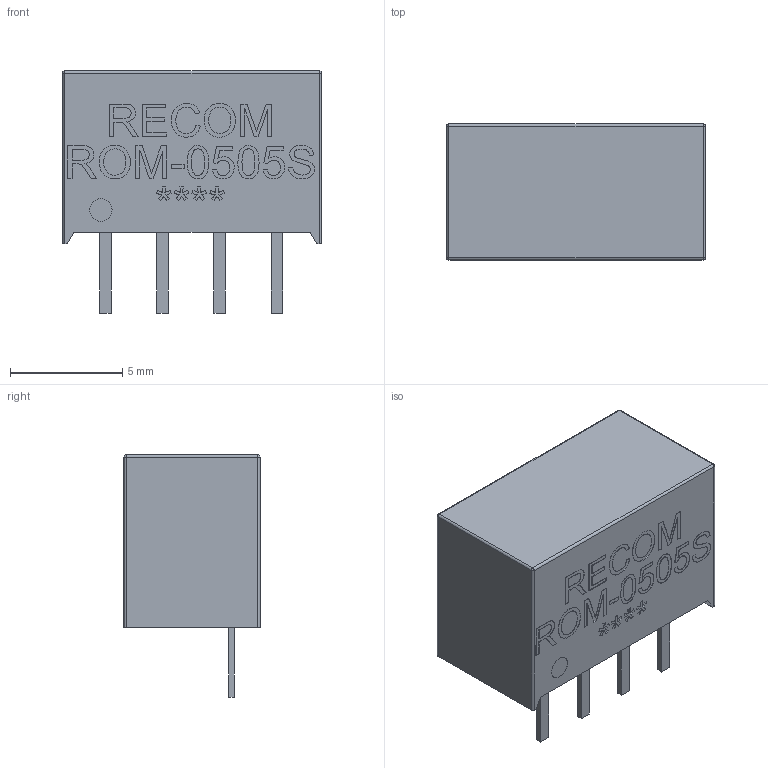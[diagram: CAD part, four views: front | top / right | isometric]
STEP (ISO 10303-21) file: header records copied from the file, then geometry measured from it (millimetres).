
FILE_DESCRIPTION( ( 'Unknown' ), '1' );
FILE_NAME( 'SIP4-Micro_ROM.stp', 'Unknown', ( 'Unknown' ), ( 'Unknown' ), 'XStep 1.0', 'Unknown', ' ' );
FILE_SCHEMA( ( 'automotive_design' ) );
Length unit declared in the file: millimetre
Products named in the file (1): 1
Bounding box: 11.5 x 6.05 x 10.78 mm (x, y, z)
Volume: 503.8 mm3; surface area: 423.4 mm2
Topology: 1 solids, 1 shells, 222 faces, 565 edges, 370 vertices
Faces by surface type: plane 141, extrusion 68, cylinder 9, sphere 4
Full cylindrical faces by diameter (mm): 1 x1
Entity records: 10207 total; most frequent: CARTESIAN_POINT 3694, ORIENTED_EDGE 1104, DIRECTION 640, EDGE_CURVE 552, B_SPLINE_CURVE_WITH_KNOTS 376, VERTEX_POINT 370, VECTOR 294, EDGE_LOOP 260
